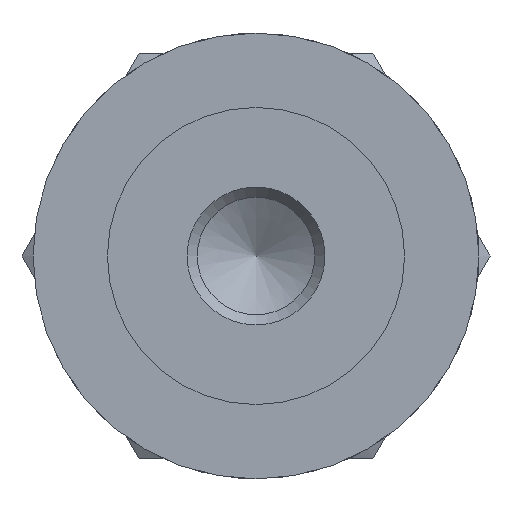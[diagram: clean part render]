
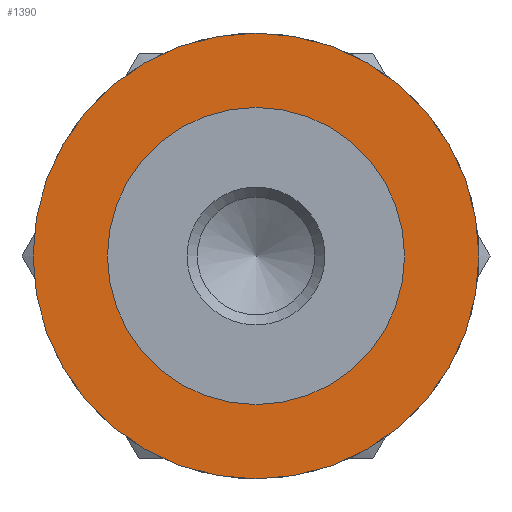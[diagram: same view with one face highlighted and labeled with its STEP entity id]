
A CAD part, front view. The second image highlights one B-rep face of the part: STEP entity #1390.
In plain terms, the highlighted planar face has unit normal (0, -1, 0).
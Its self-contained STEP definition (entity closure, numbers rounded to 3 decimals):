
#140=PLANE('',#1528);
#309=ORIENTED_EDGE('',*,*,#537,.F.);
#310=ORIENTED_EDGE('',*,*,#540,.T.);
#537=EDGE_CURVE('',#672,#672,#762,.T.);
#540=EDGE_CURVE('',#675,#675,#765,.T.);
#672=VERTEX_POINT('',#2037);
#675=VERTEX_POINT('',#2044);
#762=CIRCLE('',#1499,16.5);
#765=CIRCLE('',#1503,11.);
#864=EDGE_LOOP('',(#309));
#865=EDGE_LOOP('',(#310));
#985=FACE_BOUND('',#864,.T.);
#986=FACE_BOUND('',#865,.T.);
#1390=ADVANCED_FACE('',(#985,#986),#140,.T.);
#1499=AXIS2_PLACEMENT_3D('',#2036,#1709,#1710);
#1503=AXIS2_PLACEMENT_3D('',#2043,#1717,#1718);
#1528=AXIS2_PLACEMENT_3D('',#2083,#1769,#1770);
#1709=DIRECTION('',(0.,1.,0.));
#1710=DIRECTION('',(-1.,0.,0.));
#1717=DIRECTION('',(0.,1.,0.));
#1718=DIRECTION('',(-1.,0.,0.));
#1769=DIRECTION('',(0.,-1.,0.));
#1770=DIRECTION('',(0.,0.,-1.));
#2036=CARTESIAN_POINT('',(0.,2.5,0.));
#2037=CARTESIAN_POINT('',(-16.5,2.5,0.));
#2043=CARTESIAN_POINT('',(0.,2.5,0.));
#2044=CARTESIAN_POINT('',(-11.,2.5,0.));
#2083=CARTESIAN_POINT('',(-13.75,2.5,0.));
